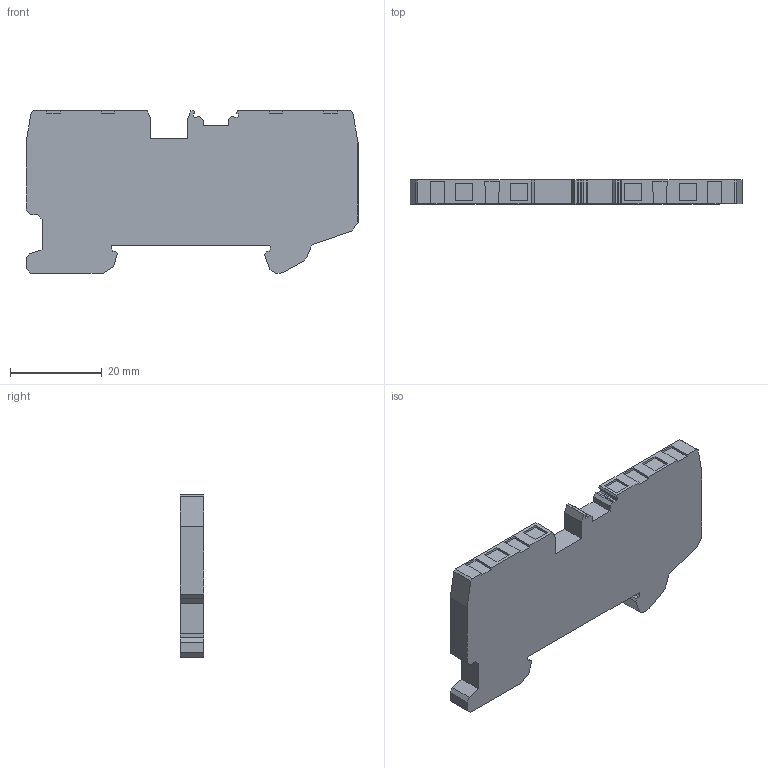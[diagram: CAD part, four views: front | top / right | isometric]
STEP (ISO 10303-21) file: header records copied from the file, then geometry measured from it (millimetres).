
FILE_DESCRIPTION( ('This file contains a STEP AP42 implementation' ,'as created by ZW3D STEP Interface translator.') ,'2;1' );
FILE_NAME( 'GUS2.5-104-GY-00H（BK2-F4C）.stp' ,'22 222.154910', (''), ('ZWCAD Software Co.'), 'Version 1.0', 'ZW3D to STEP translator', '' );
FILE_SCHEMA(('AUTOMOTIVE_DESIGN'));
Length unit declared in the file: millimetre
Products named in the file (1): 0
Bounding box: 72.4 x 5.2 x 35.4 mm (x, y, z)
Volume: 11137 mm3; surface area: 5627.3 mm2
Topology: 1 solids, 1 shells, 107 faces, 316 edges, 215 vertices
Faces by surface type: bspline 107
Entity records: 4111 total; most frequent: CARTESIAN_POINT 2178, ORIENTED_EDGE 632, EDGE_CURVE 316, B_SPLINE_CURVE_WITH_KNOTS 237, VERTEX_POINT 215, EDGE_LOOP 111, FACE_OUTER_BOUND 107, ADVANCED_FACE 107
